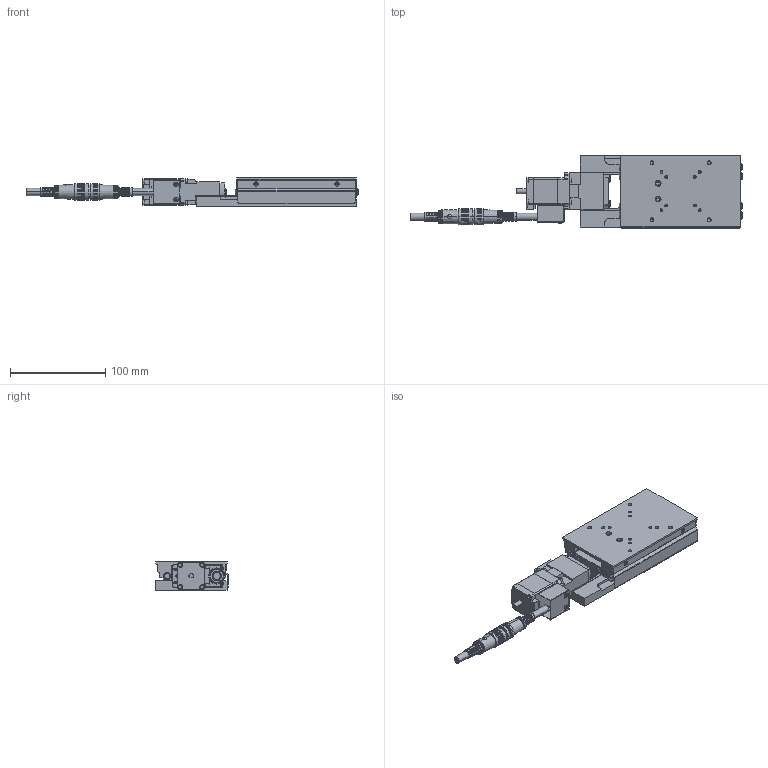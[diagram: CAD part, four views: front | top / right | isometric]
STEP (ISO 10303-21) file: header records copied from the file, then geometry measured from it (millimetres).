
FILE_DESCRIPTION (( 'STEP AP203' ), '1' );
FILE_NAME ('SXA0775-R01.STEP', '2021-04-26T09:22:05', ( '' ), ( '' ), 'SwSTEP 2.0', 'SolidWorks 2018', '' );
FILE_SCHEMA (( 'CONFIG_CONTROL_DESIGN' ));
Length unit declared in the file: millimetre
Products named in the file (5): table; base-Part-1; base; SXA0775-R01; base-Part-2
Assembly tree (4 placements, depth 3):
  SXA0775-R01
    base
      base-Part-1
      base-Part-2
    table
Bounding box: 348.4 x 76.5 x 30 mm (x, y, z)
Volume: 341176.2 mm3; surface area: 92114.8 mm2
Topology: 3 solids, 4 shells, 1369 faces, 3467 edges, 2173 vertices
Faces by surface type: plane 710, cylinder 405, cone 206, torus 32, sphere 16
Entity records: 42000 total; most frequent: CARTESIAN_POINT 7931, DIRECTION 7331, ORIENTED_EDGE 6786, EDGE_CURVE 3393, AXIS2_PLACEMENT_3D 2651, VERTEX_POINT 2163, LINE 2029, VECTOR 2029
